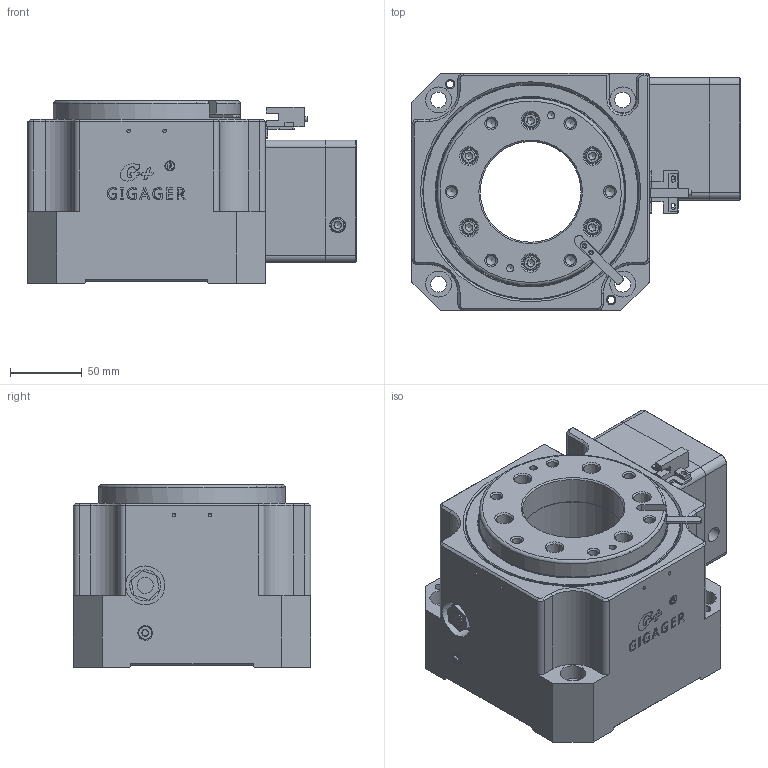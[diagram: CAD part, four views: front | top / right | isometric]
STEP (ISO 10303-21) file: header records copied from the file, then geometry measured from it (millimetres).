
FILE_DESCRIPTION (( 'STEP AP203' ), '1' );
FILE_NAME ('GSH150-30K-SV2.step', '2021-06-01T02:17:59', ( 'Microsoft' ), ( 'Microsoft' ), 'SwSTEP 2.0', 'SolidWorks 2019', '' );
FILE_SCHEMA (( 'CONFIG_CONTROL_DESIGN' ));
Length unit declared in the file: millimetre
Products named in the file (1): GSH150-30K-SV2
Bounding box: 228 x 165 x 127 mm (x, y, z)
Volume: 2150486.9 mm3; surface area: 462533.2 mm2
Topology: 39 solids, 39 shells, 1339 faces, 3126 edges, 1957 vertices
Faces by surface type: plane 727, cylinder 270, cone 187, bspline 102, torus 53
Full cylindrical faces by diameter (mm): 2.5 x12, 3.2 x2, 3.5 x1, 4 x2, 5 x29, 5.5 x10, 6 x17, 6.5 x3, 6.6 x14, 6.8 x7, 7 x1, 8.5 x14, 8.8 x2, 10 x25, 10.3 x2, 10.956 x2, 11 x18, 11.266 x1, 15.5 x1, 18 x5, 19 x1, 21 x1, 21.5 x1, 24 x1, 24.8 x1, 27 x1, 30 x2, 35 x1, 40 x1, 42 x1
Entity records: 39785 total; most frequent: CARTESIAN_POINT 11679, DIRECTION 5613, ORIENTED_EDGE 5240, EDGE_CURVE 2620, AXIS2_PLACEMENT_3D 2087, EDGE_LOOP 1915, VERTEX_POINT 1835, FACE_OUTER_BOUND 1582
